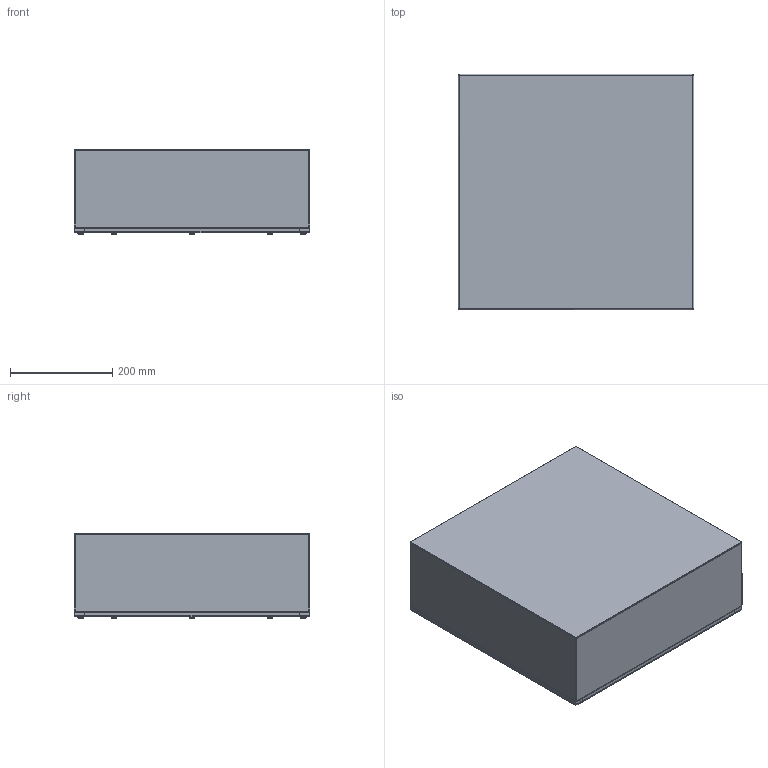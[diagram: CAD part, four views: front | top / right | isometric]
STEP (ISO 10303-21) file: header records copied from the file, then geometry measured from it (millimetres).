
FILE_DESCRIPTION(/* description */ ('18X18X6ONE PIECE TUB GALV'),/* implementation_level */ '2;1');
FILE_NAME(/* name */ 'WA181806GSCG.stp',/* time_stamp */ '2014-03-27T10:33:18+05:00',/* author */ ('ps'),/* organization */ (''),/* preprocessor_version */ 'ST-DEVELOPER v15.2',/* originating_system */ 'Autodesk Inventor 2014',/* authorisation */ '');
FILE_SCHEMA (('AUTOMOTIVE_DESIGN { 1 0 10303 214 3 1 1 }'));
Length unit declared in the file: inch
Products named in the file (8): WA181806GSCGBKP; WA1818GSCGLP; 18; 34984; 39077; 39035; 37210; WA181806GSCG
Bounding box: 460.38 x 460.38 x 166.58 mm (x, y, z)
Volume: 1701956.6 mm3; surface area: 1576889.3 mm2
Topology: 54 solids, 54 shells, 1060 faces, 2588 edges, 1660 vertices
Faces by surface type: plane 596, cylinder 196, cone 156, torus 72, sphere 24, bspline 16
Full cylindrical faces by diameter (mm): 3.962 x12, 4.255 x12, 4.775 x12, 4.978 x12, 6.299 x12, 6.528 x12, 7.061 x12, 7.137 x12, 10.312 x12, 11.112 x12, 11.506 x12
Entity records: 6193 total; most frequent: CARTESIAN_POINT 1552, DIRECTION 916, ORIENTED_EDGE 772, EDGE_CURVE 386, AXIS2_PLACEMENT_3D 352, EDGE_LOOP 276, VERTEX_POINT 256, LINE 212
